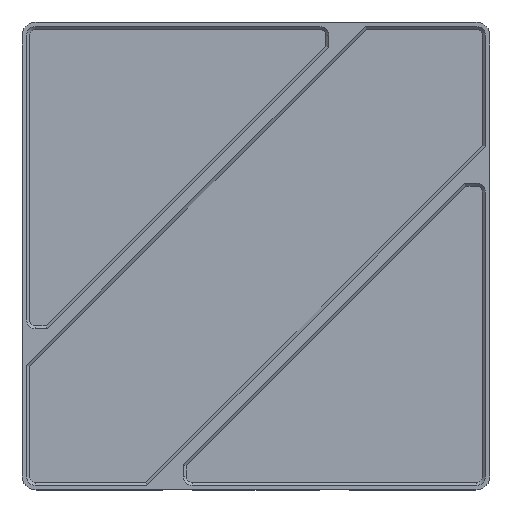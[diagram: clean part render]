
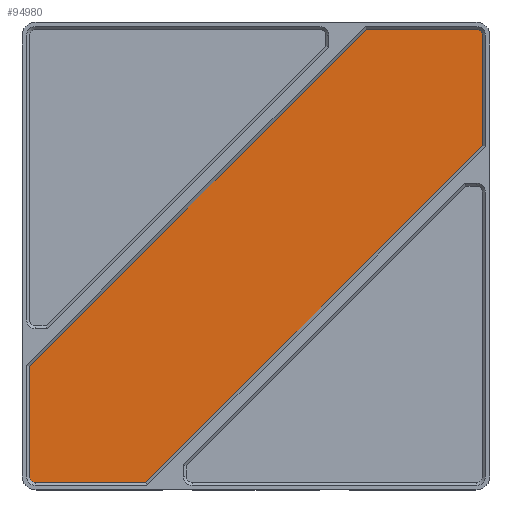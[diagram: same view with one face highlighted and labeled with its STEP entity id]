
A CAD part, top view. The second image highlights one B-rep face of the part: STEP entity #94980.
In plain terms, the highlighted planar face has unit normal (0, 0, 1).
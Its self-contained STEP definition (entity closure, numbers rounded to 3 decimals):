
#21890=CARTESIAN_POINT('',(170.25,171.85,7.));
#21900=VERTEX_POINT('',#21890);
#21930=CARTESIAN_POINT('',(171.85,171.85,7.));
#21940=DIRECTION('',(0.,0.,-1.));
#21950=DIRECTION('',(1.,0.,0.));
#21960=AXIS2_PLACEMENT_3D('',#21930,#21940,#21950);
#21970=CIRCLE('',#21960,1.6);
#21980=CARTESIAN_POINT('',(171.85,170.25,7.));
#21990=VERTEX_POINT('',#21980);
#22000=EDGE_CURVE('',#21990,#21900,#21970,.T.);
#23390=CARTESIAN_POINT('',(291.75,289.,7.));
#23400=DIRECTION('',(0.,-1.,0.));
#23410=VECTOR('',#23400,1.);
#23420=LINE('',#23390,#23410);
#23430=CARTESIAN_POINT('',(291.75,290.15,7.));
#23440=VERTEX_POINT('',#23430);
#23450=CARTESIAN_POINT('',(291.75,260.614,7.));
#23460=VERTEX_POINT('',#23450);
#23470=EDGE_CURVE('',#23440,#23460,#23420,.T.);
#23770=CARTESIAN_POINT('',(0.,291.75,7.));
#23780=DIRECTION('',(1.,0.,-0.));
#23790=VECTOR('',#23780,1.);
#23800=LINE('',#23770,#23790);
#23810=CARTESIAN_POINT('',(260.614,291.75,7.));
#23820=VERTEX_POINT('',#23810);
#23830=CARTESIAN_POINT('',(290.15,291.75,7.));
#23840=VERTEX_POINT('',#23830);
#23850=EDGE_CURVE('',#23820,#23840,#23800,.T.);
#26570=CARTESIAN_POINT('',(290.15,290.15,7.));
#26580=DIRECTION('',(0.,0.,-1.));
#26590=DIRECTION('',(-1.,0.,0.));
#26600=AXIS2_PLACEMENT_3D('',#26570,#26580,#26590);
#26610=CIRCLE('',#26600,1.6);
#26620=EDGE_CURVE('',#23840,#23440,#26610,.T.);
#27170=CARTESIAN_POINT('',(273.,273.,7.));
#27180=DIRECTION('',(0.,0.,1.));
#27190=DIRECTION('',(1.,0.,0.));
#27200=AXIS2_PLACEMENT_3D('',#27170,#27180,#27190);
#27210=PLANE('',#27200);
#89160=CARTESIAN_POINT('',(0.,170.25,7.));
#89170=DIRECTION('',(-1.,0.,0.));
#89180=VECTOR('',#89170,1.);
#89190=LINE('',#89160,#89180);
#89200=CARTESIAN_POINT('',(201.386,170.25,7.));
#89210=VERTEX_POINT('',#89200);
#89220=EDGE_CURVE('',#89210,#21990,#89190,.T.);
#91020=CARTESIAN_POINT('',(0.,-31.136,7.));
#91030=DIRECTION('',(0.707,0.707,0.));
#91040=VECTOR('',#91030,1.);
#91050=LINE('',#91020,#91040);
#91060=EDGE_CURVE('',#89210,#23460,#91050,.T.);
#94760=ORIENTED_EDGE('',*,*,#89220,.F.);
#94770=ORIENTED_EDGE('',*,*,#22000,.F.);
#94780=CARTESIAN_POINT('',(170.25,173.,7.));
#94790=DIRECTION('',(0.,1.,0.));
#94800=VECTOR('',#94790,1.);
#94810=LINE('',#94780,#94800);
#94820=CARTESIAN_POINT('',(170.25,201.386,7.));
#94830=VERTEX_POINT('',#94820);
#94840=EDGE_CURVE('',#21900,#94830,#94810,.T.);
#94850=ORIENTED_EDGE('',*,*,#94840,.F.);
#94860=CARTESIAN_POINT('',(0.,31.136,7.));
#94870=DIRECTION('',(-0.707,-0.707,0.));
#94880=VECTOR('',#94870,1.);
#94890=LINE('',#94860,#94880);
#94900=EDGE_CURVE('',#23820,#94830,#94890,.T.);
#94910=ORIENTED_EDGE('',*,*,#94900,.T.);
#94920=ORIENTED_EDGE('',*,*,#23850,.F.);
#94930=ORIENTED_EDGE('',*,*,#26620,.F.);
#94940=ORIENTED_EDGE('',*,*,#23470,.F.);
#94950=ORIENTED_EDGE('',*,*,#91060,.T.);
#94960=EDGE_LOOP('',(#94950,#94940,#94930,#94920,#94910,#94850,#94770,
#94760));
#94970=FACE_OUTER_BOUND('',#94960,.T.);
#94980=ADVANCED_FACE('',(#94970),#27210,.T.);
